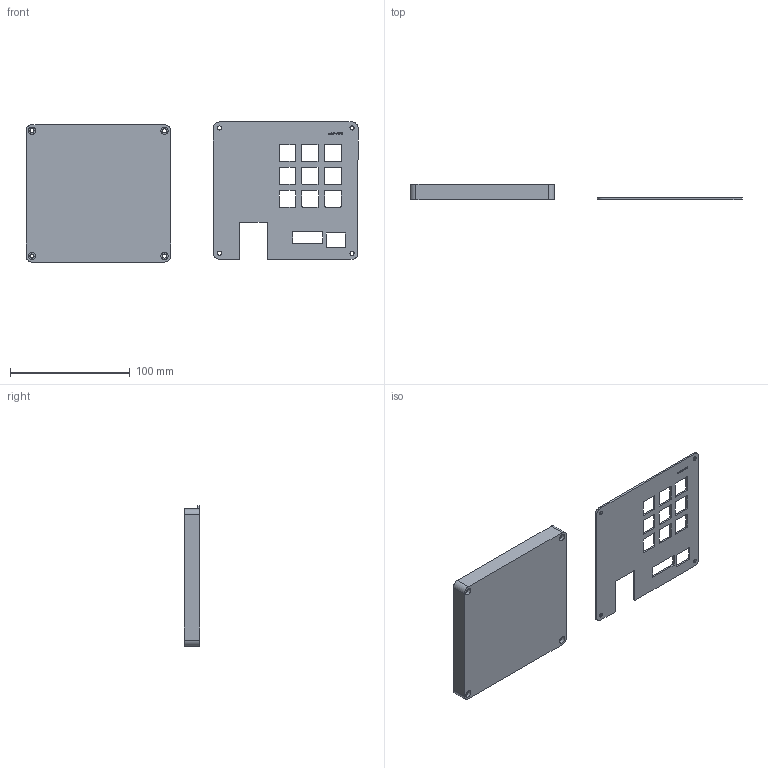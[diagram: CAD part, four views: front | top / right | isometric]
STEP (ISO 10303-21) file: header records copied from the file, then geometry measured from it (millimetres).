
FILE_DESCRIPTION(/* description */ (''),/* implementation_level */ '2;1');
FILE_NAME(/* name */ 'Msking LegacyPad.step',/* time_stamp */ '2025-12-26T15:50:05+02:00',/* author */ (''),/* organization */ (''),/* preprocessor_version */ 'ST-DEVELOPER v20.1',/* originating_system */ 'Autodesk Translation Framework v14.21.0.0',/* authorisation */ '');
FILE_SCHEMA (('AUTOMOTIVE_DESIGN { 1 0 10303 214 3 1 1 }'));
Length unit declared in the file: millimetre
Products named in the file (8): 2025-12-26-15-14-56-583; 2025-12-23-17-18-07-213; 2025-12-23-17-19-31-340; 2025-12-24-11-54-27-840; HackPad 1; LED_SK6812_PLCC4_5.0x5.0mm_P3.2mm; HackPad_PCB; D_DO-35_SOD27_P7.62mm_Horizontal
Assembly tree (16 placements, depth 3):
  2025-12-26-15-14-56-583
    2025-12-23-17-18-07-213
      2025-12-23-17-19-31-340
    2025-12-24-11-54-27-840
    HackPad 1
      D_DO-35_SOD27_P7.62mm_Horizontal  x10
      LED_SK6812_PLCC4_5.0x5.0mm_P3.2mm
      HackPad_PCB
Bounding box: 277.08 x 13.2 x 116.88 mm (x, y, z)
Volume: 111901.4 mm3; surface area: 81447.3 mm2
Topology: 24 solids, 24 shells, 803 faces, 2099 edges, 1388 vertices
Faces by surface type: plane 300, bspline 232, cylinder 230, torus 40, cone 1
Full cylindrical faces by diameter (mm): 0.5 x30, 0.8 x20, 0.889 x14, 1 x9, 1.5 x18, 1.7 x18, 2 x20, 2.02 x10, 3.333 x1, 3.4 x8, 4 x9, 6 x4
Entity records: 24281 total; most frequent: CARTESIAN_POINT 7700, ORIENTED_EDGE 3694, DIRECTION 2643, EDGE_CURVE 1847, VERTEX_POINT 1226, LINE 1025, VECTOR 1025, EDGE_LOOP 911
